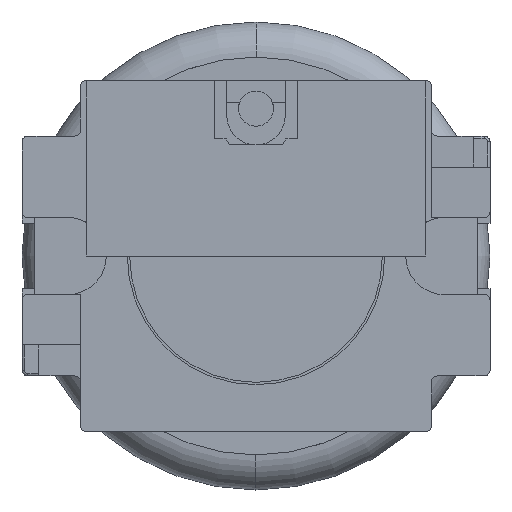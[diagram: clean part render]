
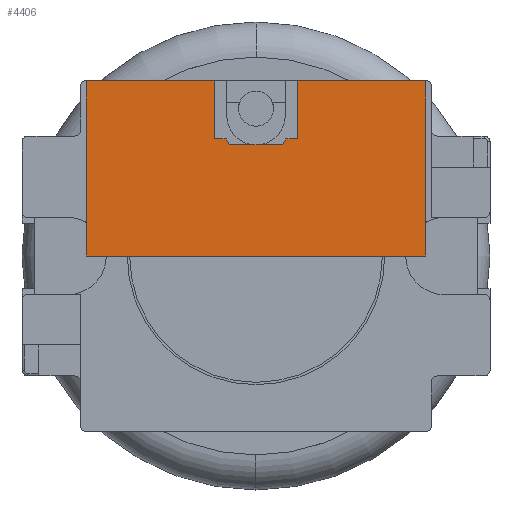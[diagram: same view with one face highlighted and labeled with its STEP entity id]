
A CAD part, front view. The second image highlights one B-rep face of the part: STEP entity #4406.
In plain terms, the highlighted planar face has unit normal (0, -1, 0).
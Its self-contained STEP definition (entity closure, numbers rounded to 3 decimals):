
#971=DIRECTION('',(0.,0.,-1.));
#972=VECTOR('',#971,8.);
#973=CARTESIAN_POINT('',(0.,0.,-1.85));
#974=LINE('',#973,#972);
#979=DIRECTION('',(0.,0.,1.));
#980=VECTOR('',#979,8.);
#981=CARTESIAN_POINT('',(29.,0.,-9.85));
#982=LINE('',#981,#980);
#983=DIRECTION('',(0.,0.,1.));
#984=VECTOR('',#983,5.15);
#985=CARTESIAN_POINT('',(29.,0.,-15.));
#986=LINE('',#985,#984);
#987=DIRECTION('',(1.,0.,0.));
#988=VECTOR('',#987,29.);
#989=CARTESIAN_POINT('',(0.,0.,-15.));
#990=LINE('',#989,#988);
#991=DIRECTION('',(0.,0.,-1.));
#992=VECTOR('',#991,5.15);
#993=CARTESIAN_POINT('',(0.,0.,-9.85));
#994=LINE('',#993,#992);
#995=DIRECTION('',(0.,0.,-1.));
#996=VECTOR('',#995,1.85);
#997=CARTESIAN_POINT('',(0.,0.,0.));
#998=LINE('',#997,#996);
#999=DIRECTION('',(-1.,0.,0.));
#1000=VECTOR('',#999,10.95);
#1001=CARTESIAN_POINT('',(10.95,0.,0.));
#1002=LINE('',#1001,#1000);
#1003=DIRECTION('',(-0.514,0.,0.857));
#1004=VECTOR('',#1003,0.583);
#1005=CARTESIAN_POINT('',(12.25,0.,-5.5));
#1006=LINE('',#1005,#1004);
#1007=DIRECTION('',(-0.514,0.,-0.857));
#1008=VECTOR('',#1007,0.583);
#1009=CARTESIAN_POINT('',(17.05,0.,-5.));
#1010=LINE('',#1009,#1008);
#1011=DIRECTION('',(-1.,0.,0.));
#1012=VECTOR('',#1011,10.95);
#1013=CARTESIAN_POINT('',(29.,0.,0.));
#1014=LINE('',#1013,#1012);
#1015=DIRECTION('',(0.,0.,1.));
#1016=VECTOR('',#1015,1.85);
#1017=CARTESIAN_POINT('',(29.,0.,-1.85));
#1018=LINE('',#1017,#1016);
#1126=DIRECTION('',(0.,0.,-1.));
#1127=VECTOR('',#1126,5.);
#1128=CARTESIAN_POINT('',(18.05,0.,0.));
#1129=LINE('',#1128,#1127);
#1134=DIRECTION('',(-1.,0.,0.));
#1135=VECTOR('',#1134,1.);
#1136=CARTESIAN_POINT('',(18.05,0.,-5.));
#1137=LINE('',#1136,#1135);
#1162=DIRECTION('',(-1.,0.,0.));
#1163=VECTOR('',#1162,4.5);
#1164=CARTESIAN_POINT('',(16.75,0.,-5.5));
#1165=LINE('',#1164,#1163);
#1203=DIRECTION('',(-1.,0.,0.));
#1204=VECTOR('',#1203,1.);
#1205=CARTESIAN_POINT('',(11.95,0.,-5.));
#1206=LINE('',#1205,#1204);
#1223=DIRECTION('',(0.,0.,1.));
#1224=VECTOR('',#1223,5.);
#1225=CARTESIAN_POINT('',(10.95,0.,-5.));
#1226=LINE('',#1225,#1224);
#2524=CARTESIAN_POINT('',(29.,0.,-15.));
#2525=VERTEX_POINT('',#2524);
#2526=CARTESIAN_POINT('',(0.,0.,-15.));
#2527=VERTEX_POINT('',#2526);
#2566=CARTESIAN_POINT('',(29.,0.,0.));
#2567=VERTEX_POINT('',#2566);
#2568=CARTESIAN_POINT('',(18.05,0.,0.));
#2569=VERTEX_POINT('',#2568);
#2582=CARTESIAN_POINT('',(10.95,0.,0.));
#2583=VERTEX_POINT('',#2582);
#2584=CARTESIAN_POINT('',(0.,0.,0.));
#2585=VERTEX_POINT('',#2584);
#2641=CARTESIAN_POINT('',(0.,0.,-1.85));
#2643=VERTEX_POINT('',#2641);
#2648=CARTESIAN_POINT('',(0.,0.,-9.85));
#2649=VERTEX_POINT('',#2648);
#2666=CARTESIAN_POINT('',(29.,0.,-1.85));
#2667=VERTEX_POINT('',#2666);
#2680=CARTESIAN_POINT('',(29.,0.,-9.85));
#2681=VERTEX_POINT('',#2680);
#2688=CARTESIAN_POINT('',(10.95,0.,-5.));
#2689=VERTEX_POINT('',#2688);
#2690=CARTESIAN_POINT('',(11.95,0.,-5.));
#2691=VERTEX_POINT('',#2690);
#2692=CARTESIAN_POINT('',(12.25,0.,-5.5));
#2693=VERTEX_POINT('',#2692);
#2694=CARTESIAN_POINT('',(16.75,0.,-5.5));
#2695=VERTEX_POINT('',#2694);
#2696=CARTESIAN_POINT('',(17.05,0.,-5.));
#2697=VERTEX_POINT('',#2696);
#2698=CARTESIAN_POINT('',(18.05,0.,-5.));
#2699=VERTEX_POINT('',#2698);
#4373=CARTESIAN_POINT('',(14.5,0.,-7.5));
#4374=DIRECTION('',(0.,1.,0.));
#4375=DIRECTION('',(1.,0.,0.));
#4376=AXIS2_PLACEMENT_3D('',#4373,#4374,#4375);
#4377=PLANE('',#4376);
#4379=ORIENTED_EDGE('',*,*,#4378,.F.);
#4381=ORIENTED_EDGE('',*,*,#4380,.F.);
#4382=ORIENTED_EDGE('',*,*,#3163,.F.);
#4383=ORIENTED_EDGE('',*,*,#4316,.F.);
#4384=ORIENTED_EDGE('',*,*,#4363,.F.);
#4385=ORIENTED_EDGE('',*,*,#4336,.F.);
#4386=ORIENTED_EDGE('',*,*,#4233,.F.);
#4388=ORIENTED_EDGE('',*,*,#4387,.F.);
#4390=ORIENTED_EDGE('',*,*,#4389,.F.);
#4392=ORIENTED_EDGE('',*,*,#4391,.F.);
#4394=ORIENTED_EDGE('',*,*,#4393,.F.);
#4396=ORIENTED_EDGE('',*,*,#4395,.F.);
#4398=ORIENTED_EDGE('',*,*,#4397,.F.);
#4400=ORIENTED_EDGE('',*,*,#4399,.F.);
#4401=ORIENTED_EDGE('',*,*,#4217,.F.);
#4403=ORIENTED_EDGE('',*,*,#4402,.F.);
#4404=EDGE_LOOP('',(#4379,#4381,#4382,#4383,#4384,#4385,#4386,#4388,#4390,#4392,
#4394,#4396,#4398,#4400,#4401,#4403));
#4405=FACE_OUTER_BOUND('',#4404,.F.);
#4406=ADVANCED_FACE('',(#4405),#4377,.F.);
#3163=EDGE_CURVE('',#2527,#2525,#990,.T.);
#4217=EDGE_CURVE('',#2567,#2569,#1014,.T.);
#4233=EDGE_CURVE('',#2583,#2585,#1002,.T.);
#4316=EDGE_CURVE('',#2649,#2527,#994,.T.);
#4336=EDGE_CURVE('',#2585,#2643,#998,.T.);
#4363=EDGE_CURVE('',#2643,#2649,#974,.T.);
#4378=EDGE_CURVE('',#2681,#2667,#982,.T.);
#4380=EDGE_CURVE('',#2525,#2681,#986,.T.);
#4387=EDGE_CURVE('',#2689,#2583,#1226,.T.);
#4389=EDGE_CURVE('',#2691,#2689,#1206,.T.);
#4391=EDGE_CURVE('',#2693,#2691,#1006,.T.);
#4393=EDGE_CURVE('',#2695,#2693,#1165,.T.);
#4395=EDGE_CURVE('',#2697,#2695,#1010,.T.);
#4397=EDGE_CURVE('',#2699,#2697,#1137,.T.);
#4399=EDGE_CURVE('',#2569,#2699,#1129,.T.);
#4402=EDGE_CURVE('',#2667,#2567,#1018,.T.);
